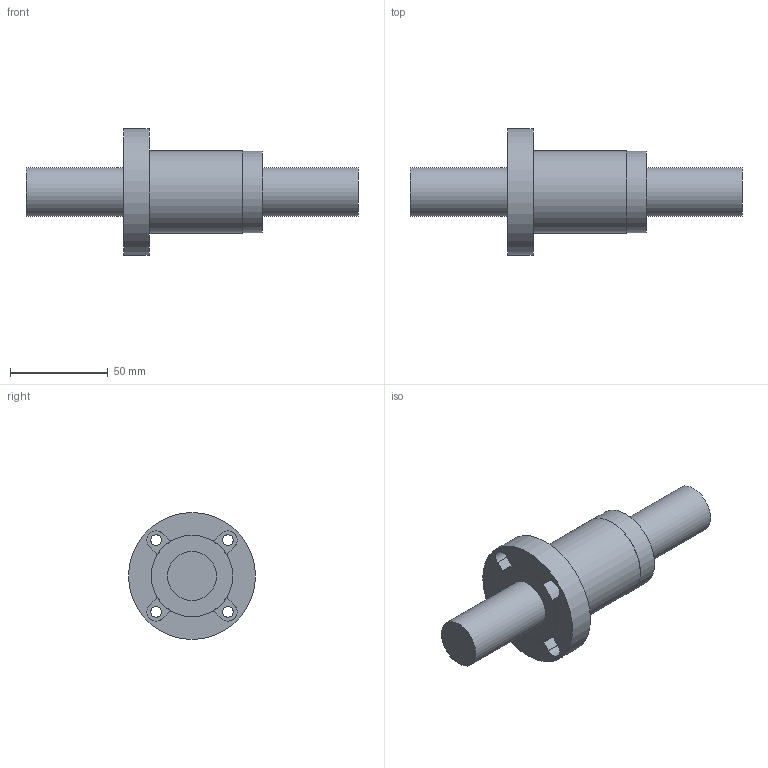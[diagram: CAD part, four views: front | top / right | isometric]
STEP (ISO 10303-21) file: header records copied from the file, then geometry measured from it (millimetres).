
FILE_DESCRIPTION(/* description */ (''),/* implementation_level */ '2;1');
FILE_NAME(/* name */ 'SLF25.stp',/* time_stamp */ '2011-07-11T16:18:07+08:00',/* author */ (''),/* organization */ (''),/* preprocessor_version */ 'ST-DEVELOPER v11',/* originating_system */ 'SIEMENS UGS NX 6.0',/* authorisation */ '');
FILE_SCHEMA (('CONFIG_CONTROL_DESIGN'));
Length unit declared in the file: millimetre
Products named in the file (1): 3.969
Bounding box: 170 x 65 x 65 mm (x, y, z)
Volume: 169449.8 mm3; surface area: 42921.9 mm2
Topology: 4 solids, 4 shells, 49 faces, 122 edges, 83 vertices
Faces by surface type: cylinder 27, plane 22
Full cylindrical faces by diameter (mm): 5.5 x4, 23.589 x2, 25 x1, 25.2 x1, 41.8 x3, 42 x1, 65 x1
Entity records: 1516 total; most frequent: CARTESIAN_POINT 292, DIRECTION 244, ORIENTED_EDGE 206, EDGE_CURVE 103, AXIS2_PLACEMENT_3D 103, EDGE_LOOP 78, VERTEX_POINT 77, FACE_BOUND 54
